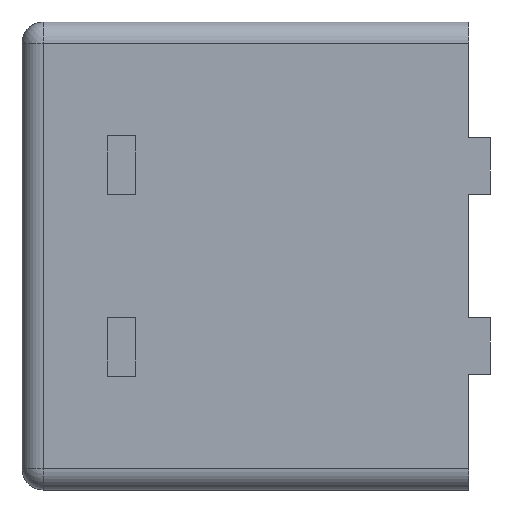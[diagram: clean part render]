
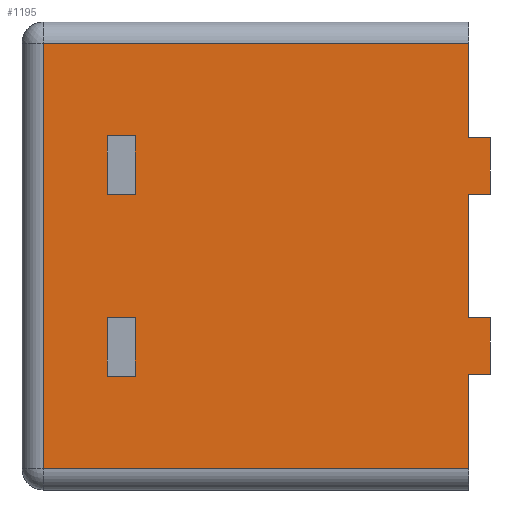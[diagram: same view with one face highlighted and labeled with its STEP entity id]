
A CAD part, left-side view. The second image highlights one B-rep face of the part: STEP entity #1195.
In plain terms, the highlighted planar face has unit normal (-1, 0, 0).
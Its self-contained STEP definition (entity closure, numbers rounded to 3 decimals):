
#22=DIRECTION('',(0.,0.,1.));
#23=VECTOR('',#22,0.665);
#24=CARTESIAN_POINT('',(-2.5,0.,-1.5));
#25=LINE('',#24,#23);
#38=DIRECTION('',(0.,0.,1.));
#39=VECTOR('',#38,0.87);
#40=CARTESIAN_POINT('',(-2.5,0.,-0.435));
#41=LINE('',#40,#39);
#54=DIRECTION('',(0.,0.,1.));
#55=VECTOR('',#54,0.665);
#56=CARTESIAN_POINT('',(-2.5,0.,0.835));
#57=LINE('',#56,#55);
#245=DIRECTION('',(0.,0.,1.));
#246=VECTOR('',#245,0.412);
#247=CARTESIAN_POINT('',(-2.5,2.55,-0.847));
#248=LINE('',#247,#246);
#249=DIRECTION('',(0.,-1.,0.));
#250=VECTOR('',#249,0.2);
#251=CARTESIAN_POINT('',(-2.5,2.55,-0.847));
#252=LINE('',#251,#250);
#253=DIRECTION('',(0.,0.,1.));
#254=VECTOR('',#253,0.412);
#255=CARTESIAN_POINT('',(-2.5,2.35,-0.847));
#256=LINE('',#255,#254);
#257=DIRECTION('',(0.,-1.,0.));
#258=VECTOR('',#257,0.2);
#259=CARTESIAN_POINT('',(-2.5,2.55,-0.435));
#260=LINE('',#259,#258);
#261=DIRECTION('',(0.,0.,1.));
#262=VECTOR('',#261,0.412);
#263=CARTESIAN_POINT('',(-2.5,2.55,0.435));
#264=LINE('',#263,#262);
#265=DIRECTION('',(0.,-1.,0.));
#266=VECTOR('',#265,0.2);
#267=CARTESIAN_POINT('',(-2.5,2.55,0.435));
#268=LINE('',#267,#266);
#269=DIRECTION('',(0.,0.,1.));
#270=VECTOR('',#269,0.412);
#271=CARTESIAN_POINT('',(-2.5,2.35,0.435));
#272=LINE('',#271,#270);
#273=DIRECTION('',(0.,-1.,0.));
#274=VECTOR('',#273,0.2);
#275=CARTESIAN_POINT('',(-2.5,2.55,0.847));
#276=LINE('',#275,#274);
#277=DIRECTION('',(0.,0.,1.));
#278=VECTOR('',#277,3.);
#279=CARTESIAN_POINT('',(-2.5,3.,-1.5));
#280=LINE('',#279,#278);
#281=DIRECTION('',(0.,-1.,0.));
#282=VECTOR('',#281,3.);
#283=CARTESIAN_POINT('',(-2.5,3.,1.5));
#284=LINE('',#283,#282);
#285=DIRECTION('',(0.,-1.,0.));
#286=VECTOR('',#285,0.15);
#287=CARTESIAN_POINT('',(-2.5,0.,0.835));
#288=LINE('',#287,#286);
#289=DIRECTION('',(0.,-1.,0.));
#290=VECTOR('',#289,0.15);
#291=CARTESIAN_POINT('',(-2.5,0.,-0.435));
#292=LINE('',#291,#290);
#293=DIRECTION('',(0.,-1.,0.));
#294=VECTOR('',#293,3.);
#295=CARTESIAN_POINT('',(-2.5,3.,-1.5));
#296=LINE('',#295,#294);
#503=DIRECTION('',(0.,-1.,0.));
#504=VECTOR('',#503,0.15);
#505=CARTESIAN_POINT('',(-2.5,0.,0.435));
#506=LINE('',#505,#504);
#547=DIRECTION('',(0.,0.,-1.));
#548=VECTOR('',#547,0.4);
#549=CARTESIAN_POINT('',(-2.5,-0.15,-0.435));
#550=LINE('',#549,#548);
#563=DIRECTION('',(0.,0.,-1.));
#564=VECTOR('',#563,0.4);
#565=CARTESIAN_POINT('',(-2.5,-0.15,0.835));
#566=LINE('',#565,#564);
#645=DIRECTION('',(0.,-1.,0.));
#646=VECTOR('',#645,0.15);
#647=CARTESIAN_POINT('',(-2.5,0.,-0.835));
#648=LINE('',#647,#646);
#657=CARTESIAN_POINT('',(-2.5,-0.15,0.835));
#658=CARTESIAN_POINT('',(-2.5,-0.15,0.435));
#659=VERTEX_POINT('',#657);
#660=VERTEX_POINT('',#658);
#661=CARTESIAN_POINT('',(-2.5,-0.15,-0.435));
#662=CARTESIAN_POINT('',(-2.5,-0.15,-0.835));
#663=VERTEX_POINT('',#661);
#664=VERTEX_POINT('',#662);
#681=CARTESIAN_POINT('',(-2.5,0.,0.835));
#683=VERTEX_POINT('',#681);
#685=CARTESIAN_POINT('',(-2.5,0.,0.435));
#687=VERTEX_POINT('',#685);
#693=CARTESIAN_POINT('',(-2.5,0.,-0.435));
#694=VERTEX_POINT('',#693);
#695=CARTESIAN_POINT('',(-2.5,0.,-0.835));
#696=VERTEX_POINT('',#695);
#729=CARTESIAN_POINT('',(-2.5,2.55,-0.847));
#730=CARTESIAN_POINT('',(-2.5,2.55,-0.435));
#731=VERTEX_POINT('',#729);
#732=VERTEX_POINT('',#730);
#733=CARTESIAN_POINT('',(-2.5,2.55,0.435));
#734=CARTESIAN_POINT('',(-2.5,2.55,0.847));
#735=VERTEX_POINT('',#733);
#736=VERTEX_POINT('',#734);
#737=CARTESIAN_POINT('',(-2.5,2.35,-0.847));
#738=CARTESIAN_POINT('',(-2.5,2.35,-0.435));
#739=VERTEX_POINT('',#737);
#740=VERTEX_POINT('',#738);
#741=CARTESIAN_POINT('',(-2.5,2.35,0.435));
#742=CARTESIAN_POINT('',(-2.5,2.35,0.847));
#743=VERTEX_POINT('',#741);
#744=VERTEX_POINT('',#742);
#777=CARTESIAN_POINT('',(-2.5,3.,-1.5));
#778=CARTESIAN_POINT('',(-2.5,3.,1.5));
#779=VERTEX_POINT('',#777);
#780=VERTEX_POINT('',#778);
#785=CARTESIAN_POINT('',(-2.5,0.,-1.5));
#787=VERTEX_POINT('',#785);
#814=CARTESIAN_POINT('',(-2.5,0.,1.5));
#816=VERTEX_POINT('',#814);
#1150=CARTESIAN_POINT('',(-2.5,0.,-1.65));
#1151=DIRECTION('',(-1.,0.,0.));
#1152=DIRECTION('',(0.,0.,1.));
#1153=AXIS2_PLACEMENT_3D('',#1150,#1151,#1152);
#1154=PLANE('',#1153);
#1156=ORIENTED_EDGE('',*,*,#1155,.T.);
#1158=ORIENTED_EDGE('',*,*,#1157,.T.);
#1159=ORIENTED_EDGE('',*,*,#888,.F.);
#1161=ORIENTED_EDGE('',*,*,#1160,.T.);
#1163=ORIENTED_EDGE('',*,*,#1162,.T.);
#1165=ORIENTED_EDGE('',*,*,#1164,.F.);
#1166=ORIENTED_EDGE('',*,*,#880,.F.);
#1168=ORIENTED_EDGE('',*,*,#1167,.T.);
#1170=ORIENTED_EDGE('',*,*,#1169,.T.);
#1172=ORIENTED_EDGE('',*,*,#1171,.F.);
#1173=ORIENTED_EDGE('',*,*,#872,.F.);
#1174=ORIENTED_EDGE('',*,*,#1008,.F.);
#1175=EDGE_LOOP('',(#1156,#1158,#1159,#1161,#1163,#1165,#1166,#1168,#1170,#1172,
#1173,#1174));
#1176=FACE_OUTER_BOUND('',#1175,.F.);
#1177=ORIENTED_EDGE('',*,*,#1109,.F.);
#1179=ORIENTED_EDGE('',*,*,#1178,.T.);
#1181=ORIENTED_EDGE('',*,*,#1180,.T.);
#1183=ORIENTED_EDGE('',*,*,#1182,.F.);
#1184=EDGE_LOOP('',(#1177,#1179,#1181,#1183));
#1185=FACE_BOUND('',#1184,.F.);
#1186=ORIENTED_EDGE('',*,*,#1093,.F.);
#1188=ORIENTED_EDGE('',*,*,#1187,.T.);
#1190=ORIENTED_EDGE('',*,*,#1189,.T.);
#1192=ORIENTED_EDGE('',*,*,#1191,.F.);
#1193=EDGE_LOOP('',(#1186,#1188,#1190,#1192));
#1194=FACE_BOUND('',#1193,.F.);
#872=EDGE_CURVE('',#787,#696,#25,.T.);
#880=EDGE_CURVE('',#694,#687,#41,.T.);
#888=EDGE_CURVE('',#683,#816,#57,.T.);
#1008=EDGE_CURVE('',#779,#787,#296,.T.);
#1093=EDGE_CURVE('',#731,#732,#248,.T.);
#1109=EDGE_CURVE('',#735,#736,#264,.T.);
#1155=EDGE_CURVE('',#779,#780,#280,.T.);
#1157=EDGE_CURVE('',#780,#816,#284,.T.);
#1160=EDGE_CURVE('',#683,#659,#288,.T.);
#1162=EDGE_CURVE('',#659,#660,#566,.T.);
#1164=EDGE_CURVE('',#687,#660,#506,.T.);
#1167=EDGE_CURVE('',#694,#663,#292,.T.);
#1169=EDGE_CURVE('',#663,#664,#550,.T.);
#1171=EDGE_CURVE('',#696,#664,#648,.T.);
#1178=EDGE_CURVE('',#735,#743,#268,.T.);
#1180=EDGE_CURVE('',#743,#744,#272,.T.);
#1182=EDGE_CURVE('',#736,#744,#276,.T.);
#1187=EDGE_CURVE('',#731,#739,#252,.T.);
#1189=EDGE_CURVE('',#739,#740,#256,.T.);
#1191=EDGE_CURVE('',#732,#740,#260,.T.);
#1195=ADVANCED_FACE('',(#1176,#1185,#1194),#1154,.T.);
